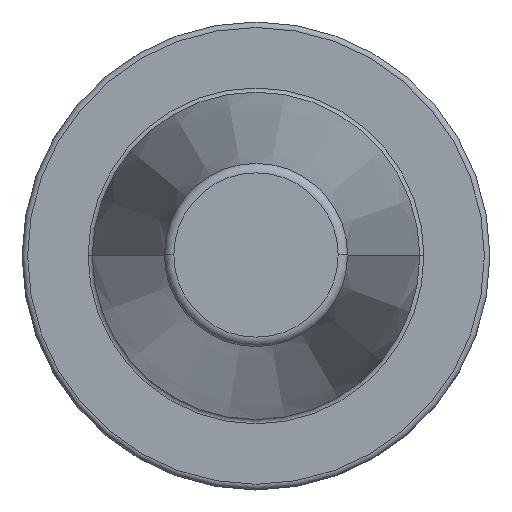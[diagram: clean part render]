
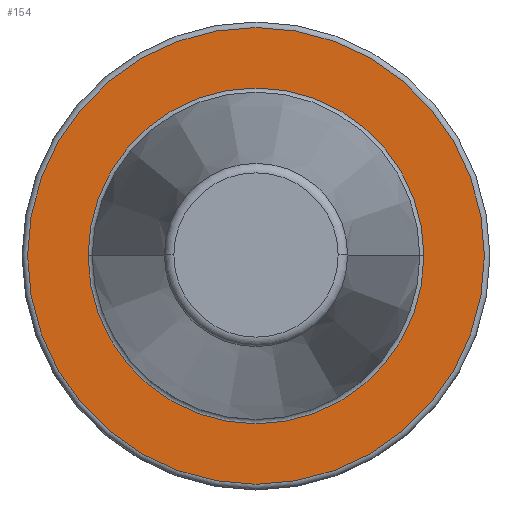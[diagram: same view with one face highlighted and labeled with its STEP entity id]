
A CAD part, top view. The second image highlights one B-rep face of the part: STEP entity #154.
In plain terms, the highlighted planar face has unit normal (0, 0, 1).
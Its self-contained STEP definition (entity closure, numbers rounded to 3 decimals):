
#154=ADVANCED_FACE('',(#186,#187),#175,.F.);
#175=PLANE('',#647);
#186=FACE_BOUND('',#213,.T.);
#187=FACE_BOUND('',#214,.T.);
#213=EDGE_LOOP('',(#313));
#214=EDGE_LOOP('',(#314,#315));
#313=ORIENTED_EDGE('',*,*,#476,.T.);
#314=ORIENTED_EDGE('',*,*,#426,.T.);
#315=ORIENTED_EDGE('',*,*,#428,.T.);
#381=VERTEX_POINT('',#905);
#384=VERTEX_POINT('',#910);
#414=VERTEX_POINT('',#1011);
#426=EDGE_CURVE('',#381,#384,#499,.T.);
#428=EDGE_CURVE('',#384,#381,#501,.T.);
#476=EDGE_CURVE('',#414,#414,#536,.T.);
#499=CIRCLE('',#589,22.79);
#501=CIRCLE('',#592,22.79);
#536=CIRCLE('',#646,31.);
#589=AXIS2_PLACEMENT_3D('',#911,#699,#700);
#592=AXIS2_PLACEMENT_3D('',#914,#705,#706);
#646=AXIS2_PLACEMENT_3D('',#1010,#826,#827);
#647=AXIS2_PLACEMENT_3D('',#1012,#828,#829);
#699=DIRECTION('',(0.,0.,-1.));
#700=DIRECTION('',(-1.,0.,0.));
#705=DIRECTION('',(0.,0.,-1.));
#706=DIRECTION('',(-1.,0.,0.));
#826=DIRECTION('',(0.,0.,1.));
#827=DIRECTION('',(-1.,0.,0.));
#828=DIRECTION('',(0.,0.,-1.));
#829=DIRECTION('',(1.,0.,0.));
#905=CARTESIAN_POINT('',(-22.79,0.,-3.2));
#910=CARTESIAN_POINT('',(22.79,0.,-3.2));
#911=CARTESIAN_POINT('',(0.,0.,-3.2));
#914=CARTESIAN_POINT('',(0.,0.,-3.2));
#1010=CARTESIAN_POINT('',(0.,0.,-3.2));
#1011=CARTESIAN_POINT('',(-31.,0.,-3.2));
#1012=CARTESIAN_POINT('',(0.,22.79,-3.2));
